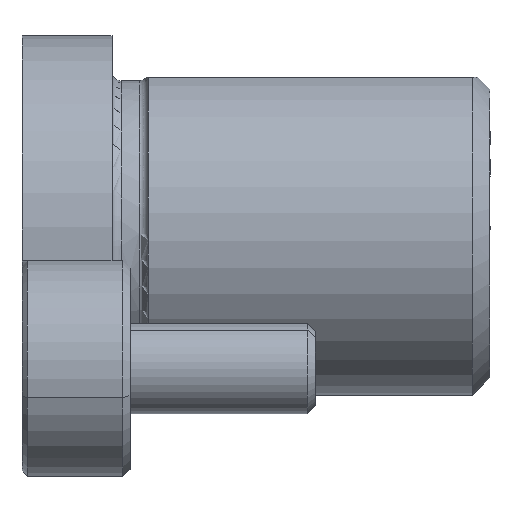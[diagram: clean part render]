
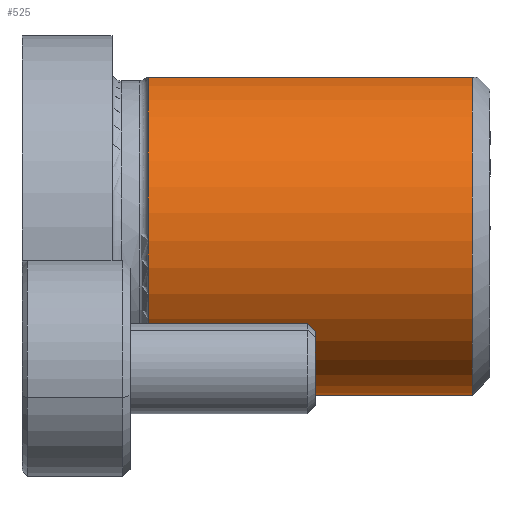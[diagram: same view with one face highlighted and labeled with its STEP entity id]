
A CAD part, left-side view. The second image highlights one B-rep face of the part: STEP entity #525.
In plain terms, the highlighted cylindrical face has radius 9 mm (diameter 18 mm), a partial arc.
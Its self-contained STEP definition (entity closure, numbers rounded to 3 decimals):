
#25 = CARTESIAN_POINT ( 'NONE',  ( 0., -21., 0. ) ) ;
#94 = CARTESIAN_POINT ( 'NONE',  ( 0., -20., 0. ) ) ;
#106 = VERTEX_POINT ( 'NONE', #1081 ) ;
#126 = VERTEX_POINT ( 'NONE', #1610 ) ;
#131 = ORIENTED_EDGE ( 'NONE', *, *, #1489, .F. ) ;
#254 = DIRECTION ( 'NONE',  ( 0., 1., 0. ) ) ;
#264 = EDGE_LOOP ( 'NONE', ( #1214, #1494, #131, #589, #1308, #923 ) ) ;
#336 = VERTEX_POINT ( 'NONE', #611 ) ;
#342 = LINE ( 'NONE', #1669, #730 ) ;
#345 = FACE_OUTER_BOUND ( 'NONE', #264, .T. ) ;
#479 = AXIS2_PLACEMENT_3D ( 'NONE', #94, #1671, #1322 ) ;
#491 = CARTESIAN_POINT ( 'NONE',  ( -2.304, -21., 8.7 ) ) ;
#525 = ADVANCED_FACE ( 'NONE', ( #345 ), #832, .T. ) ;
#534 = CIRCLE ( 'NONE', #1046, 9. ) ;
#538 = CIRCLE ( 'NONE', #479, 9. ) ;
#589 = ORIENTED_EDGE ( 'NONE', *, *, #778, .T. ) ;
#594 = VERTEX_POINT ( 'NONE', #720 ) ;
#611 = CARTESIAN_POINT ( 'NONE',  ( 0., -2., -9. ) ) ;
#692 = DIRECTION ( 'NONE',  ( 0., 0., -1. ) ) ;
#720 = CARTESIAN_POINT ( 'NONE',  ( 2.304, -2., 8.7 ) ) ;
#730 = VECTOR ( 'NONE', #1877, 1000. ) ;
#778 = EDGE_CURVE ( 'NONE', #126, #336, #1310, .T. ) ;
#832 = CYLINDRICAL_SURFACE ( 'NONE', #2046, 9. ) ;
#847 = VECTOR ( 'NONE', #2070, 1000. ) ;
#904 = DIRECTION ( 'NONE',  ( 0., 0., 1. ) ) ;
#910 = DIRECTION ( 'NONE',  ( 0., 1., 0. ) ) ;
#923 = ORIENTED_EDGE ( 'NONE', *, *, #1065, .F. ) ;
#953 = CARTESIAN_POINT ( 'NONE',  ( -2.304, -20., 8.7 ) ) ;
#977 = DIRECTION ( 'NONE',  ( 0., 0., -1. ) ) ;
#1032 = VERTEX_POINT ( 'NONE', #2045 ) ;
#1043 = CARTESIAN_POINT ( 'NONE',  ( 0., -2., 0. ) ) ;
#1046 = AXIS2_PLACEMENT_3D ( 'NONE', #1043, #2111, #692 ) ;
#1054 = CIRCLE ( 'NONE', #2002, 9. ) ;
#1065 = EDGE_CURVE ( 'NONE', #106, #594, #342, .T. ) ;
#1081 = CARTESIAN_POINT ( 'NONE',  ( 2.304, -20., 8.7 ) ) ;
#1204 = VERTEX_POINT ( 'NONE', #953 ) ;
#1214 = ORIENTED_EDGE ( 'NONE', *, *, #1903, .T. ) ;
#1308 = ORIENTED_EDGE ( 'NONE', *, *, #1559, .T. ) ;
#1310 = CIRCLE ( 'NONE', #2264, 9. ) ;
#1322 = DIRECTION ( 'NONE',  ( 0., 0., -1. ) ) ;
#1489 = EDGE_CURVE ( 'NONE', #126, #1204, #1795, .T. ) ;
#1494 = ORIENTED_EDGE ( 'NONE', *, *, #2008, .T. ) ;
#1559 = EDGE_CURVE ( 'NONE', #336, #594, #534, .T. ) ;
#1610 = CARTESIAN_POINT ( 'NONE',  ( -2.304, -2., 8.7 ) ) ;
#1669 = CARTESIAN_POINT ( 'NONE',  ( 2.304, -21., 8.7 ) ) ;
#1671 = DIRECTION ( 'NONE',  ( 0., 1., 0. ) ) ;
#1795 = LINE ( 'NONE', #491, #847 ) ;
#1853 = CARTESIAN_POINT ( 'NONE',  ( 0., -2., 0. ) ) ;
#1877 = DIRECTION ( 'NONE',  ( 0., 1., 0. ) ) ;
#1903 = EDGE_CURVE ( 'NONE', #106, #1032, #1054, .T. ) ;
#2002 = AXIS2_PLACEMENT_3D ( 'NONE', #2208, #254, #977 ) ;
#2008 = EDGE_CURVE ( 'NONE', #1032, #1204, #538, .T. ) ;
#2017 = DIRECTION ( 'NONE',  ( 0., 0., -1. ) ) ;
#2040 = DIRECTION ( 'NONE',  ( 0., -1., 0. ) ) ;
#2045 = CARTESIAN_POINT ( 'NONE',  ( 0., -20., -9. ) ) ;
#2046 = AXIS2_PLACEMENT_3D ( 'NONE', #25, #910, #904 ) ;
#2070 = DIRECTION ( 'NONE',  ( 0., -1., 0. ) ) ;
#2111 = DIRECTION ( 'NONE',  ( 0., -1., 0. ) ) ;
#2208 = CARTESIAN_POINT ( 'NONE',  ( 0., -20., 0. ) ) ;
#2264 = AXIS2_PLACEMENT_3D ( 'NONE', #1853, #2040, #2017 ) ;
